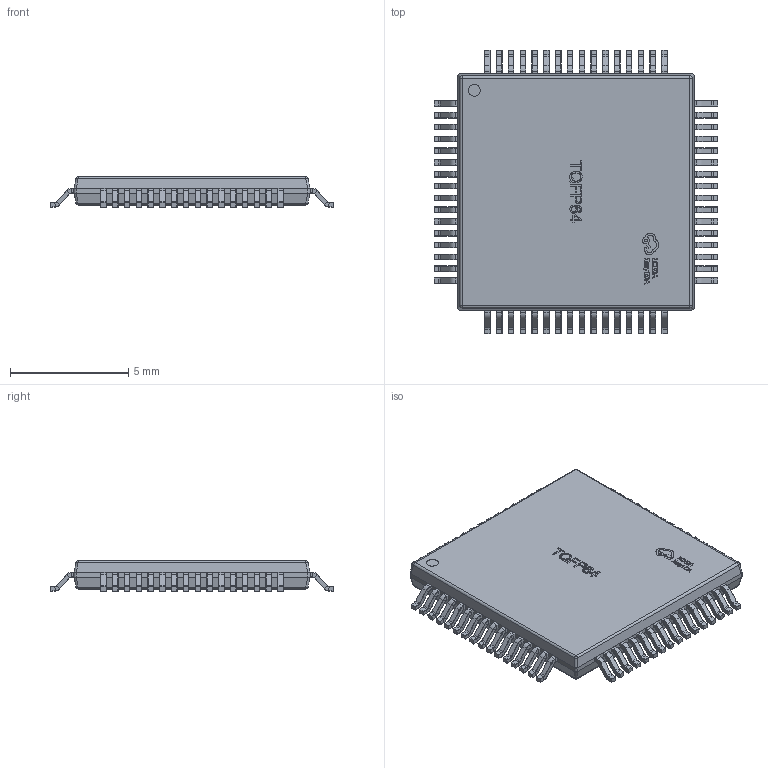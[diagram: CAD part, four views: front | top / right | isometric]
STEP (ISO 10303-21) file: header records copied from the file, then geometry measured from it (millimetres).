
FILE_DESCRIPTION (( 'STEP AP214' ), '1' );
FILE_NAME ('TQFP-64_L10.0-W10.0-H1.2-LS12.0-P0.50.step', '2022-07-09T05:28:47', ( '' ), ( '' ), 'SwSTEP 2.0', 'SolidWorks 2020', '' );
FILE_SCHEMA (( 'AUTOMOTIVE_DESIGN' ));
Length unit declared in the file: millimetre
Products named in the file (1): TQFP-64_L10.0-W10.0-H1.2-LS12.0-P0.50
Bounding box: 12.01 x 12.01 x 1.3 mm (x, y, z)
Volume: 121.7 mm3; surface area: 312.9 mm2
Topology: 65 solids, 65 shells, 3686 faces, 7909 edges, 4262 vertices
Faces by surface type: plane 1397, cylinder 1302, torus 512, sphere 328, bspline 147
Entity records: 138887 total; most frequent: CARTESIAN_POINT 19421, DIRECTION 17639, ORIENTED_EDGE 15306, EDGE_CURVE 7653, AXIS2_PLACEMENT_3D 6768, VERTEX_POINT 4134, LINE 4103, VECTOR 4103
